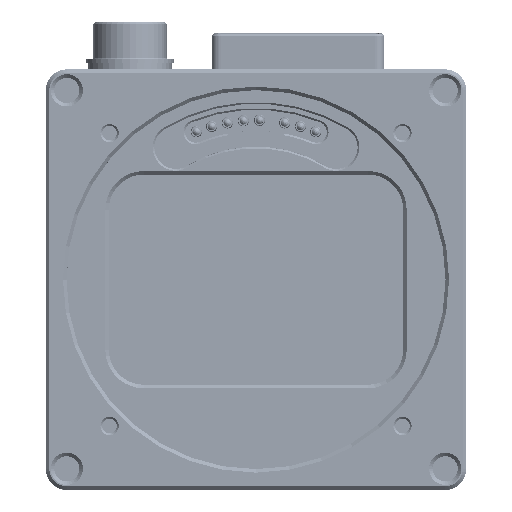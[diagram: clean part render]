
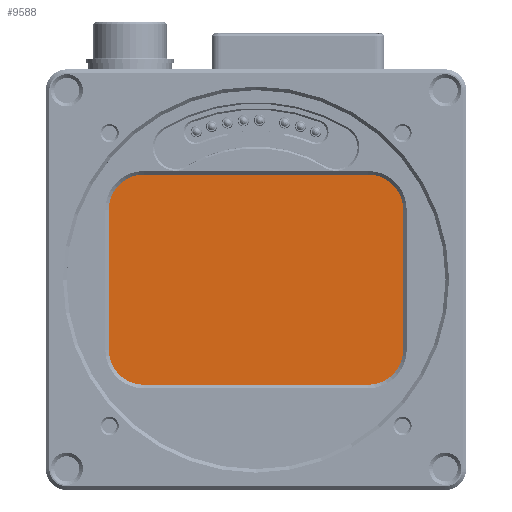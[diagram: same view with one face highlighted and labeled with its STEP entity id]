
A CAD part, top view. The second image highlights one B-rep face of the part: STEP entity #9588.
In plain terms, the highlighted planar face has unit normal (0, 0, 1).
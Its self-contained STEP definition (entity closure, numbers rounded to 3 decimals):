
#9588=ADVANCED_FACE('',(#15184),#12708,.T.);
#12708=PLANE('',#72419);
#15184=FACE_OUTER_BOUND('',#19395,.T.);
#19395=EDGE_LOOP('',(#30642,#30643,#30644,#30645,#30646,#30647,#30648,#30649));
#23392=CIRCLE('',#72415,5.);
#23393=CIRCLE('',#72416,5.);
#23394=CIRCLE('',#72417,5.);
#23395=CIRCLE('',#72418,5.);
#30642=ORIENTED_EDGE('',*,*,#51811,.T.);
#30643=ORIENTED_EDGE('',*,*,#51825,.T.);
#30644=ORIENTED_EDGE('',*,*,#51813,.T.);
#30645=ORIENTED_EDGE('',*,*,#51826,.T.);
#30646=ORIENTED_EDGE('',*,*,#51819,.T.);
#30647=ORIENTED_EDGE('',*,*,#51827,.T.);
#30648=ORIENTED_EDGE('',*,*,#51823,.T.);
#30649=ORIENTED_EDGE('',*,*,#51828,.T.);
#44950=VERTEX_POINT('',#102528);
#44951=VERTEX_POINT('',#102530);
#44952=VERTEX_POINT('',#102534);
#44953=VERTEX_POINT('',#102535);
#44958=VERTEX_POINT('',#102546);
#44959=VERTEX_POINT('',#102548);
#44962=VERTEX_POINT('',#102555);
#44963=VERTEX_POINT('',#102557);
#51811=EDGE_CURVE('',#44951,#44950,#59494,.T.);
#51813=EDGE_CURVE('',#44952,#44953,#59496,.T.);
#51819=EDGE_CURVE('',#44959,#44958,#59502,.T.);
#51823=EDGE_CURVE('',#44963,#44962,#59506,.T.);
#51825=EDGE_CURVE('',#44950,#44952,#23392,.T.);
#51826=EDGE_CURVE('',#44953,#44959,#23393,.T.);
#51827=EDGE_CURVE('',#44958,#44963,#23394,.T.);
#51828=EDGE_CURVE('',#44962,#44951,#23395,.T.);
#59494=LINE('',#102529,#65352);
#59496=LINE('',#102533,#65354);
#59502=LINE('',#102547,#65360);
#59506=LINE('',#102556,#65364);
#65352=VECTOR('',#83137,1.);
#65354=VECTOR('',#83141,1.);
#65360=VECTOR('',#83149,1.);
#65364=VECTOR('',#83155,1.);
#72415=AXIS2_PLACEMENT_3D('',#102560,#83159,#83160);
#72416=AXIS2_PLACEMENT_3D('',#102561,#83161,#83162);
#72417=AXIS2_PLACEMENT_3D('',#102562,#83163,#83164);
#72418=AXIS2_PLACEMENT_3D('',#102563,#83165,#83166);
#72419=AXIS2_PLACEMENT_3D('',#102564,#83167,#83168);
#83137=DIRECTION('',(0.,-1.,0.));
#83141=DIRECTION('',(1.,0.,0.));
#83149=DIRECTION('',(0.,1.,0.));
#83155=DIRECTION('',(-1.,0.,0.));
#83159=DIRECTION('',(0.,0.,1.));
#83160=DIRECTION('',(1.,0.,0.));
#83161=DIRECTION('',(0.,0.,1.));
#83162=DIRECTION('',(1.,0.,0.));
#83163=DIRECTION('',(0.,0.,1.));
#83164=DIRECTION('',(1.,0.,0.));
#83165=DIRECTION('',(0.,0.,1.));
#83166=DIRECTION('',(1.,0.,0.));
#83167=DIRECTION('',(0.,0.,1.));
#83168=DIRECTION('',(1.,0.,0.));
#102528=CARTESIAN_POINT('',(-21.,-10.,1.));
#102529=CARTESIAN_POINT('',(-21.,15.,1.));
#102530=CARTESIAN_POINT('',(-21.,10.,1.));
#102533=CARTESIAN_POINT('',(-21.,-15.,1.));
#102534=CARTESIAN_POINT('',(-16.,-15.,1.));
#102535=CARTESIAN_POINT('',(16.,-15.,1.));
#102546=CARTESIAN_POINT('',(21.,10.,1.));
#102547=CARTESIAN_POINT('',(21.,-15.,1.));
#102548=CARTESIAN_POINT('',(21.,-10.,1.));
#102555=CARTESIAN_POINT('',(-16.,15.,1.));
#102556=CARTESIAN_POINT('',(21.,15.,1.));
#102557=CARTESIAN_POINT('',(16.,15.,1.));
#102560=CARTESIAN_POINT('',(-16.,-10.,1.));
#102561=CARTESIAN_POINT('',(16.,-10.,1.));
#102562=CARTESIAN_POINT('',(16.,10.,1.));
#102563=CARTESIAN_POINT('',(-16.,10.,1.));
#102564=CARTESIAN_POINT('',(0.,0.,1.));
